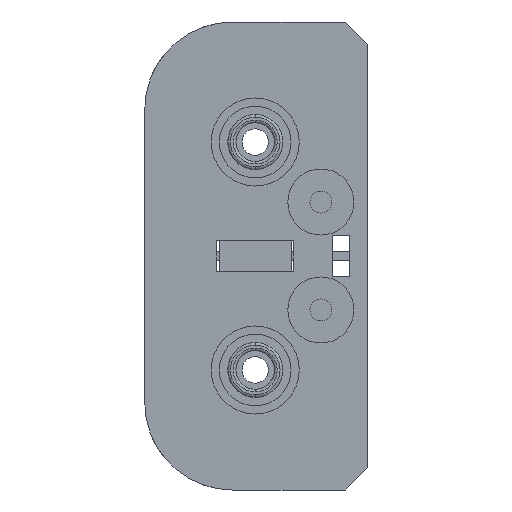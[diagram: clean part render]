
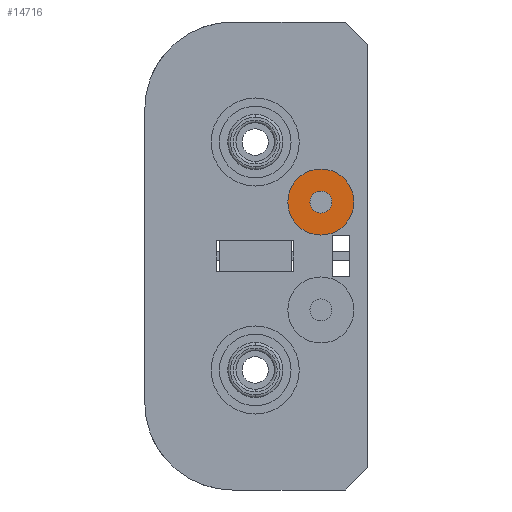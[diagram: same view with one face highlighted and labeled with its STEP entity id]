
A CAD part, left-side view. The second image highlights one B-rep face of the part: STEP entity #14716.
In plain terms, the highlighted planar face has unit normal (-1, 0, 0).
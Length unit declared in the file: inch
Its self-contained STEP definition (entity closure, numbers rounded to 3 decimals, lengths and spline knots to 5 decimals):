
#150 = DIRECTION ( 'NONE',  ( -1., 0., 0. ) ) ;
#216 = VERTEX_POINT ( 'NONE', #13139 ) ;
#315 = CARTESIAN_POINT ( 'NONE',  ( -2.1365, 0.211, 0.245 ) ) ;
#1221 = CARTESIAN_POINT ( 'NONE',  ( -2.1365, 0.211, 0.245 ) ) ;
#1383 = DIRECTION ( 'NONE',  ( -1., 0., 0. ) ) ;
#2446 = ORIENTED_EDGE ( 'NONE', *, *, #14139, .T. ) ;
#2601 = CARTESIAN_POINT ( 'NONE',  ( -2.1365, 0.211, 0.295 ) ) ;
#2920 = ORIENTED_EDGE ( 'NONE', *, *, #5475, .F. ) ;
#4103 = CIRCLE ( 'NONE', #14395, 0.15 ) ;
#4257 = AXIS2_PLACEMENT_3D ( 'NONE', #4610, #12056, #13429 ) ;
#4578 = CARTESIAN_POINT ( 'NONE',  ( -2.1365, 0.211, 0.245 ) ) ;
#4610 = CARTESIAN_POINT ( 'NONE',  ( -2.1365, 0., 0. ) ) ;
#4726 = AXIS2_PLACEMENT_3D ( 'NONE', #7870, #1383, #12708 ) ;
#5475 = EDGE_CURVE ( 'NONE', #216, #15073, #7473, .T. ) ;
#5701 = CARTESIAN_POINT ( 'NONE',  ( -2.1365, 0.211, 0.095 ) ) ;
#5856 = DIRECTION ( 'NONE',  ( 0., 0., 1. ) ) ;
#5875 = CIRCLE ( 'NONE', #15924, 0.05 ) ;
#6279 = CIRCLE ( 'NONE', #16247, 0.15 ) ;
#6496 = DIRECTION ( 'NONE',  ( 0., 0., 1. ) ) ;
#6857 = FACE_OUTER_BOUND ( 'NONE', #14832, .T. ) ;
#7473 = CIRCLE ( 'NONE', #4726, 0.05 ) ;
#7709 = EDGE_CURVE ( 'NONE', #15073, #216, #5875, .T. ) ;
#7793 = EDGE_CURVE ( 'NONE', #12221, #16142, #6279, .T. ) ;
#7870 = CARTESIAN_POINT ( 'NONE',  ( -2.1365, 0.211, 0.245 ) ) ;
#8641 = ORIENTED_EDGE ( 'NONE', *, *, #7709, .F. ) ;
#10763 = PLANE ( 'NONE',  #4257 ) ;
#11365 = ORIENTED_EDGE ( 'NONE', *, *, #7793, .T. ) ;
#12056 = DIRECTION ( 'NONE',  ( -1., 0., 0. ) ) ;
#12221 = VERTEX_POINT ( 'NONE', #5701 ) ;
#12708 = DIRECTION ( 'NONE',  ( 0., 0., 1. ) ) ;
#12757 = DIRECTION ( 'NONE',  ( -1., 0., 0. ) ) ;
#13139 = CARTESIAN_POINT ( 'NONE',  ( -2.1365, 0.211, 0.195 ) ) ;
#13399 = DIRECTION ( 'NONE',  ( -1., 0., 0. ) ) ;
#13429 = DIRECTION ( 'NONE',  ( 0., 0., 1. ) ) ;
#14136 = DIRECTION ( 'NONE',  ( 0., 0., 1. ) ) ;
#14139 = EDGE_CURVE ( 'NONE', #16142, #12221, #4103, .T. ) ;
#14395 = AXIS2_PLACEMENT_3D ( 'NONE', #4578, #13399, #5856 ) ;
#14716 = ADVANCED_FACE ( 'NONE', ( #16336, #6857 ), #10763, .T. ) ;
#14832 = EDGE_LOOP ( 'NONE', ( #2446, #11365 ) ) ;
#14940 = CARTESIAN_POINT ( 'NONE',  ( -2.1365, 0.211, 0.395 ) ) ;
#15073 = VERTEX_POINT ( 'NONE', #2601 ) ;
#15924 = AXIS2_PLACEMENT_3D ( 'NONE', #1221, #150, #14136 ) ;
#16065 = EDGE_LOOP ( 'NONE', ( #8641, #2920 ) ) ;
#16142 = VERTEX_POINT ( 'NONE', #14940 ) ;
#16247 = AXIS2_PLACEMENT_3D ( 'NONE', #315, #12757, #6496 ) ;
#16336 = FACE_BOUND ( 'NONE', #16065, .T. ) ;
